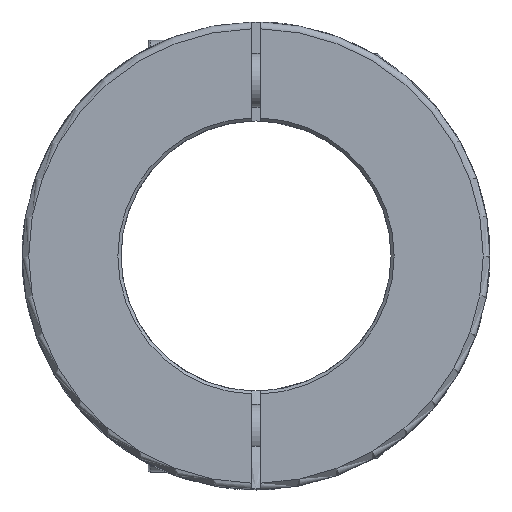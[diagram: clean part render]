
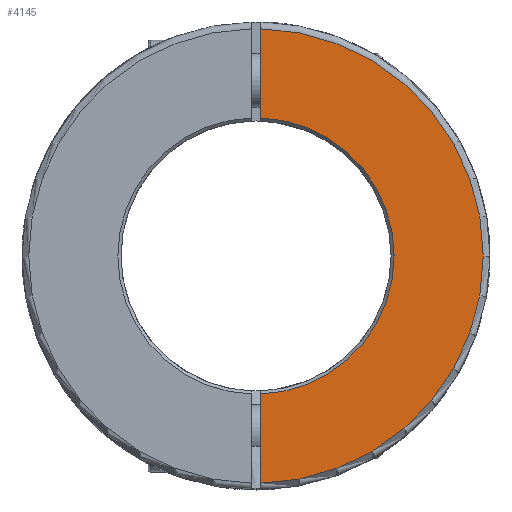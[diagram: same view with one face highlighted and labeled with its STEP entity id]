
A CAD part, left-side view. The second image highlights one B-rep face of the part: STEP entity #4145.
In plain terms, the highlighted planar face has unit normal (-1, 0, 0).
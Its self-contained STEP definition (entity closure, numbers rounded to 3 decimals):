
#343 = EDGE_CURVE ( 'NONE', #592, #3211, #7893, .T. ) ;
#592 = VERTEX_POINT ( 'NONE', #4024 ) ;
#1031 = ORIENTED_EDGE ( 'NONE', *, *, #343, .F. ) ;
#1086 = VECTOR ( 'NONE', #4986, 1000. ) ;
#1711 = DIRECTION ( 'NONE',  ( 0., 0., -1. ) ) ;
#1742 = AXIS2_PLACEMENT_3D ( 'NONE', #2753, #2074, #2663 ) ;
#2074 = DIRECTION ( 'NONE',  ( 1., 0., 0. ) ) ;
#2164 = DIRECTION ( 'NONE',  ( 0., 0., -1. ) ) ;
#2584 = EDGE_CURVE ( 'NONE', #4404, #7646, #5030, .T. ) ;
#2659 = CARTESIAN_POINT ( 'NONE',  ( -40.25, 0., 0. ) ) ;
#2663 = DIRECTION ( 'NONE',  ( 0., 1., 0. ) ) ;
#2753 = CARTESIAN_POINT ( 'NONE',  ( -40.25, 0., 0. ) ) ;
#2856 = CARTESIAN_POINT ( 'NONE',  ( -40.25, -1., 50.49 ) ) ;
#2886 = CARTESIAN_POINT ( 'NONE',  ( -40.25, -1., 0. ) ) ;
#3034 = AXIS2_PLACEMENT_3D ( 'NONE', #2659, #4893, #2164 ) ;
#3211 = VERTEX_POINT ( 'NONE', #2856 ) ;
#3233 = VECTOR ( 'NONE', #4485, 1000. ) ;
#4024 = CARTESIAN_POINT ( 'NONE',  ( -40.25, -1., 30.684 ) ) ;
#4145 = ADVANCED_FACE ( 'NONE', ( #8964 ), #8135, .F. ) ;
#4212 = EDGE_LOOP ( 'NONE', ( #4321, #5249, #1031, #8336 ) ) ;
#4321 = ORIENTED_EDGE ( 'NONE', *, *, #2584, .F. ) ;
#4404 = VERTEX_POINT ( 'NONE', #4621 ) ;
#4485 = DIRECTION ( 'NONE',  ( 0., 0., 1. ) ) ;
#4621 = CARTESIAN_POINT ( 'NONE',  ( -40.25, -1., -50.49 ) ) ;
#4893 = DIRECTION ( 'NONE',  ( -1., 0., 0. ) ) ;
#4986 = DIRECTION ( 'NONE',  ( 0., 0., 1. ) ) ;
#5030 = LINE ( 'NONE', #2886, #1086 ) ;
#5249 = ORIENTED_EDGE ( 'NONE', *, *, #5527, .T. ) ;
#5527 = EDGE_CURVE ( 'NONE', #4404, #3211, #6367, .T. ) ;
#5738 = EDGE_CURVE ( 'NONE', #592, #7646, #8963, .T. ) ;
#5830 = CARTESIAN_POINT ( 'NONE',  ( -40.25, 0., 0. ) ) ;
#6367 = CIRCLE ( 'NONE', #3034, 50.5 ) ;
#6733 = CARTESIAN_POINT ( 'NONE',  ( -40.25, -1., -30.684 ) ) ;
#7646 = VERTEX_POINT ( 'NONE', #6733 ) ;
#7893 = LINE ( 'NONE', #8666, #3233 ) ;
#7902 = DIRECTION ( 'NONE',  ( 1., 0., 0. ) ) ;
#8083 = AXIS2_PLACEMENT_3D ( 'NONE', #5830, #7902, #1711 ) ;
#8135 = PLANE ( 'NONE',  #1742 ) ;
#8336 = ORIENTED_EDGE ( 'NONE', *, *, #5738, .T. ) ;
#8666 = CARTESIAN_POINT ( 'NONE',  ( -40.25, -1., 0. ) ) ;
#8963 = CIRCLE ( 'NONE', #8083, 30.7 ) ;
#8964 = FACE_OUTER_BOUND ( 'NONE', #4212, .T. ) ;
